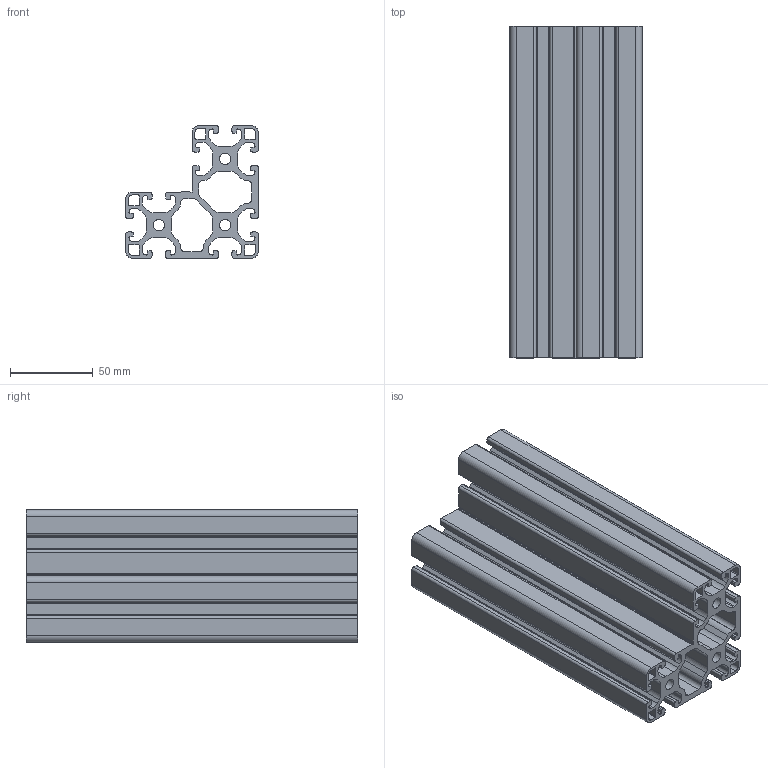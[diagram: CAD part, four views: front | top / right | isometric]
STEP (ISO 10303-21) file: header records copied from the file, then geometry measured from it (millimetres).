
FILE_DESCRIPTION(/* description */ ('Aluminiumprofil 80x80x40L'),/* implementation_level */ '2;1');
FILE_NAME(/* name */ '281808961 Aluminiumprofil 80x80x40L.stp',/* time_stamp */ '2020-01-07T11:59:14+01:00',/* author */ ('wheldmann'),/* organization */ (''),/* preprocessor_version */ 'ST-DEVELOPER v17.2',/* originating_system */ 'Autodesk Inventor 2019',/* authorisation */ ' ');
FILE_SCHEMA (('AUTOMOTIVE_DESIGN { 1 0 10303 214 3 1 1 }'));
Length unit declared in the file: millimetre
Products named in the file (1): 281808961
Bounding box: 80 x 200 x 80 mm (x, y, z)
Volume: 355500.4 mm3; surface area: 216740.6 mm2
Topology: 1 solids, 1 shells, 315 faces, 939 edges, 626 vertices
Faces by surface type: cylinder 167, plane 148
Full cylindrical faces by diameter (mm): 6.8 x3
Entity records: 10768 total; most frequent: DIRECTION 1905, CARTESIAN_POINT 1881, ORIENTED_EDGE 1878, EDGE_CURVE 939, AXIS2_PLACEMENT_3D 650, VERTEX_POINT 626, LINE 605, VECTOR 605
